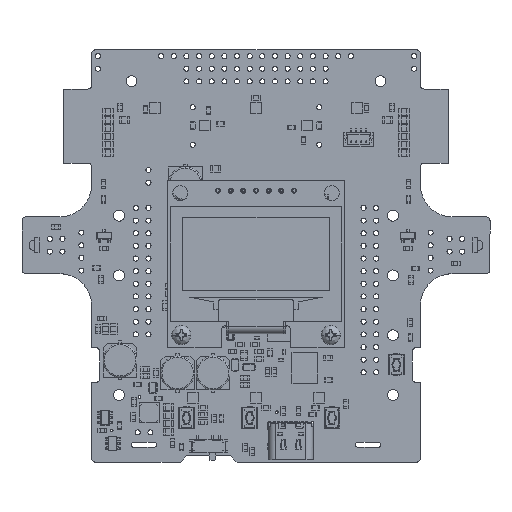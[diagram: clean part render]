
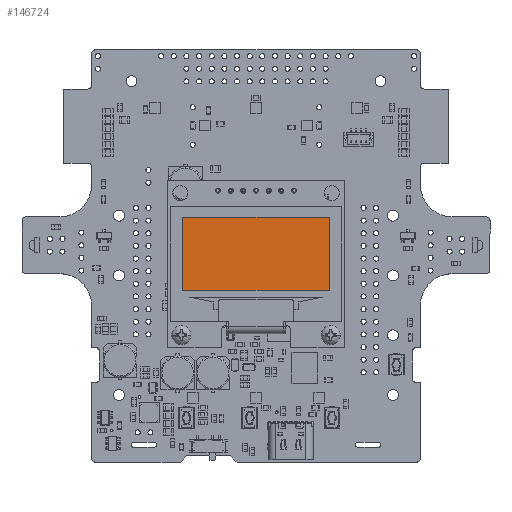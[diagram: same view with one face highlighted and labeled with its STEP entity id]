
A CAD part, top view. The second image highlights one B-rep face of the part: STEP entity #146724.
In plain terms, the highlighted planar face has unit normal (0, 0, 1).
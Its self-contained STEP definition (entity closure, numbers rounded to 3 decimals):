
#1936 = DIRECTION ( 'NONE',  ( -1., 0., 0. ) ) ;
#14290 = CARTESIAN_POINT ( 'NONE',  ( 14.71, 49.158, 11.101 ) ) ;
#16785 = DIRECTION ( 'NONE',  ( 1., 0., 0. ) ) ;
#19105 = EDGE_CURVE ( 'NONE', #241339, #127672, #183941, .T. ) ;
#23079 = CARTESIAN_POINT ( 'NONE',  ( -14.71, 34.458, 11.101 ) ) ;
#23801 = CARTESIAN_POINT ( 'NONE',  ( -14.71, 49.158, 11.101 ) ) ;
#24036 = AXIS2_PLACEMENT_3D ( 'NONE', #87329, #217779, #16785 ) ;
#54363 = ORIENTED_EDGE ( 'NONE', *, *, #270722, .T. ) ;
#69318 = DIRECTION ( 'NONE',  ( 0., -1., 0. ) ) ;
#72029 = CARTESIAN_POINT ( 'NONE',  ( 14.71, 34.458, 11.101 ) ) ;
#79591 = CARTESIAN_POINT ( 'NONE',  ( -14.71, 49.158, 11.101 ) ) ;
#85386 = DIRECTION ( 'NONE',  ( 1., 0., 0. ) ) ;
#87329 = CARTESIAN_POINT ( 'NONE',  ( -17.7, 23.008, 11.101 ) ) ;
#88274 = LINE ( 'NONE', #264357, #198321 ) ;
#94032 = ORIENTED_EDGE ( 'NONE', *, *, #99581, .T. ) ;
#99581 = EDGE_CURVE ( 'NONE', #186712, #99645, #88274, .T. ) ;
#99645 = VERTEX_POINT ( 'NONE', #72029 ) ;
#100639 = VECTOR ( 'NONE', #69318, 1000. ) ;
#105009 = EDGE_LOOP ( 'NONE', ( #224344, #94032, #54363, #112645 ) ) ;
#112645 = ORIENTED_EDGE ( 'NONE', *, *, #19105, .T. ) ;
#115076 = CARTESIAN_POINT ( 'NONE',  ( -14.71, 49.158, 11.101 ) ) ;
#115302 = EDGE_CURVE ( 'NONE', #127672, #186712, #271798, .T. ) ;
#127672 = VERTEX_POINT ( 'NONE', #79591 ) ;
#128514 = PLANE ( 'NONE',  #24036 ) ;
#146724 = ADVANCED_FACE ( 'NONE', ( #288223 ), #128514, .T. ) ;
#148096 = DIRECTION ( 'NONE',  ( 0., 1., 0. ) ) ;
#167770 = VECTOR ( 'NONE', #1936, 1000. ) ;
#183941 = LINE ( 'NONE', #115076, #167770 ) ;
#186712 = VERTEX_POINT ( 'NONE', #23079 ) ;
#198321 = VECTOR ( 'NONE', #85386, 1000. ) ;
#217779 = DIRECTION ( 'NONE',  ( 0., 0., 1. ) ) ;
#224344 = ORIENTED_EDGE ( 'NONE', *, *, #115302, .T. ) ;
#231361 = VECTOR ( 'NONE', #148096, 1000. ) ;
#241339 = VERTEX_POINT ( 'NONE', #14290 ) ;
#259529 = CARTESIAN_POINT ( 'NONE',  ( 14.71, 49.158, 11.101 ) ) ;
#264357 = CARTESIAN_POINT ( 'NONE',  ( -14.71, 34.458, 11.101 ) ) ;
#270722 = EDGE_CURVE ( 'NONE', #99645, #241339, #281538, .T. ) ;
#271798 = LINE ( 'NONE', #23801, #100639 ) ;
#281538 = LINE ( 'NONE', #259529, #231361 ) ;
#288223 = FACE_OUTER_BOUND ( 'NONE', #105009, .T. ) ;
